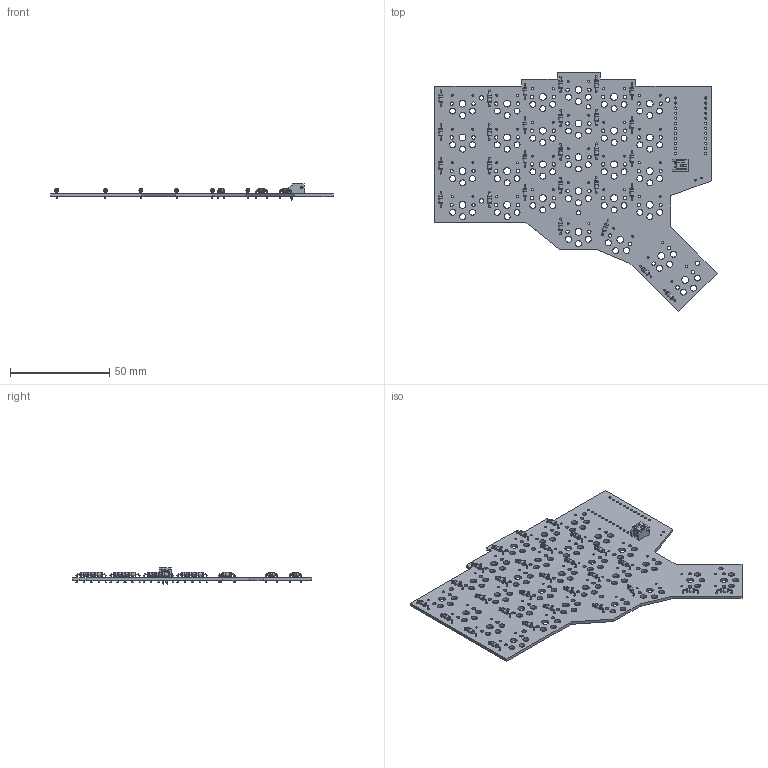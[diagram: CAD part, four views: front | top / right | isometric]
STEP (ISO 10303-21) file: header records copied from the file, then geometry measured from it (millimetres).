
FILE_DESCRIPTION(('KiCad electronic assembly'),'2;1');
FILE_NAME('skylight.step','2025-04-05T19:51:32',('Pcbnew'),('Kicad'), 'Open CASCADE STEP processor 7.8','KiCad to STEP converter','Unknown' );
FILE_SCHEMA(('AUTOMOTIVE_DESIGN { 1 0 10303 214 1 1 1 1 }'));
Length unit declared in the file: millimetre
Products named in the file (4): skylight 1; D_DO-35_SOD27_P7.62mm_Horizontal; JST_PH_S2B-PH-K_1x02_P2.00mm_Horizontal; skylight_PCB
Assembly tree (30 placements, depth 2):
  skylight 1
    D_DO-35_SOD27_P7.62mm_Horizontal  x28
    JST_PH_S2B-PH-K_1x02_P2.00mm_Horizontal
    skylight_PCB
Bounding box: 142.5 x 121 x 8.25 mm (x, y, z)
Volume: 16031.3 mm3; surface area: 25908.3 mm2
Topology: 58 solids, 58 shells, 894 faces, 1986 edges, 1264 vertices
Faces by surface type: cylinder 488, plane 294, torus 112
Full cylindrical faces by diameter (mm): 0.5 x84, 0.75 x2, 0.8 x56, 0.902 x2, 0.991 x56, 1.092 x24, 1.702 x56, 2 x56, 2.02 x28, 2.2 x6, 3 x84, 3.429 x28
Entity records: 17952 total; most frequent: DIRECTION 2982, CARTESIAN_POINT 2717, ORIENTED_EDGE 2676, EDGE_CURVE 1338, AXIS2_PLACEMENT_3D 1151, FACE_BOUND 1096, EDGE_LOOP 1096, VERTEX_POINT 886
